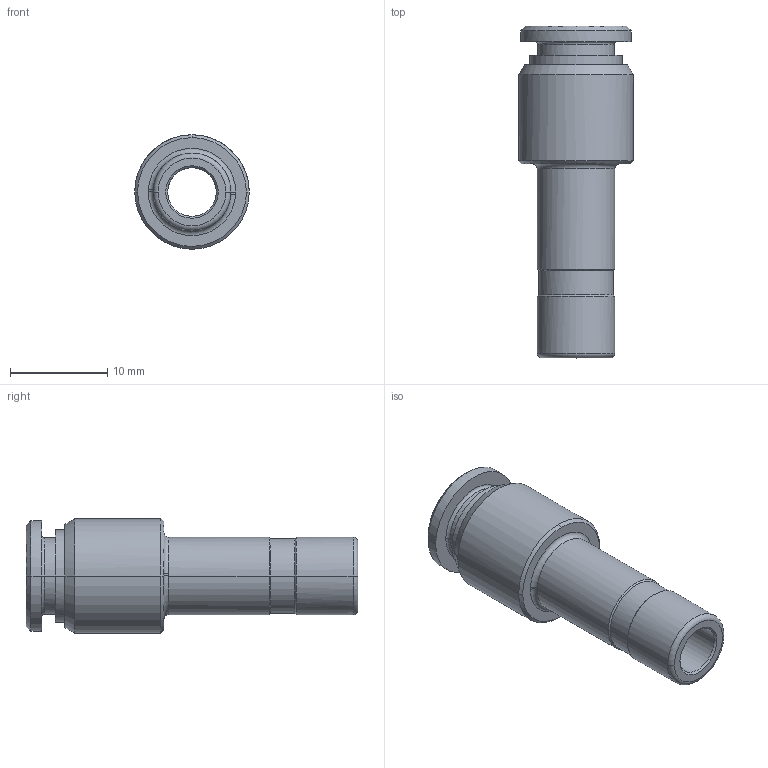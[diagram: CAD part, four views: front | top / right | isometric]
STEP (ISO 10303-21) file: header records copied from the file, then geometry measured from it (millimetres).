
FILE_DESCRIPTION(('CATIA V5 STEP Exchange'),'2;1');
FILE_NAME('PN300B-08-04.stp','2018-04-14T17:45:09+00:00',('none'),('none'),'CATIA Version 5 Release 21 GA (IN-10)','CATIA V5 STEP AP203','none');
FILE_SCHEMA(('CONFIG_CONTROL_DESIGN'));
Length unit declared in the file: millimetre
Products named in the file (1): PN300B-08-04
Bounding box: 11.8 x 34.2 x 11.8 mm (x, y, z)
Volume: 1545.7 mm3; surface area: 1938.7 mm2
Topology: 1 solids, 1 shells, 174 faces, 445 edges, 286 vertices
Faces by surface type: plane 120, cone 22, cylinder 22, torus 10
Entity records: 5461 total; most frequent: CARTESIAN_POINT 1292, ORIENTED_EDGE 890, DIRECTION 747, EDGE_CURVE 445, VECTOR 355, LINE 355, VERTEX_POINT 286, AXIS2_PLACEMENT_3D 227
